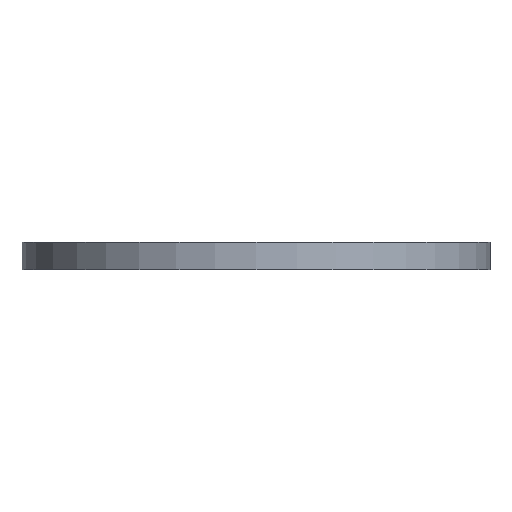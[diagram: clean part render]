
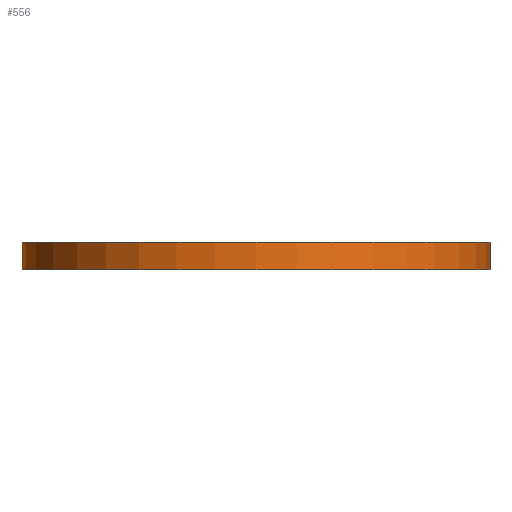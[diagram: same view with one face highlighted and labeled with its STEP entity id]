
A CAD part, front view. The second image highlights one B-rep face of the part: STEP entity #556.
In plain terms, the highlighted cylindrical face has radius 42 mm (diameter 84 mm), a partial arc.
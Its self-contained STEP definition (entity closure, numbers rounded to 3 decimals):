
#25 = EDGE_CURVE ( 'NONE', #228, #486, #216, .T. ) ;
#36 = CARTESIAN_POINT ( 'NONE',  ( 0., 0., 0. ) ) ;
#38 = DIRECTION ( 'NONE',  ( 0., 0., 1. ) ) ;
#50 = CARTESIAN_POINT ( 'NONE',  ( 0., 0., 5. ) ) ;
#52 = CARTESIAN_POINT ( 'NONE',  ( 42., 0., 5. ) ) ;
#56 = ORIENTED_EDGE ( 'NONE', *, *, #587, .T. ) ;
#79 = EDGE_LOOP ( 'NONE', ( #341, #669, #553, #56 ) ) ;
#100 = EDGE_CURVE ( 'NONE', #486, #647, #591, .T. ) ;
#107 = CARTESIAN_POINT ( 'NONE',  ( -42., 0., 0. ) ) ;
#144 = DIRECTION ( 'NONE',  ( 0., 0., -1. ) ) ;
#167 = CARTESIAN_POINT ( 'NONE',  ( -42., 0., 5. ) ) ;
#171 = DIRECTION ( 'NONE',  ( 0., 0., -1. ) ) ;
#176 = EDGE_CURVE ( 'NONE', #228, #234, #178, .T. ) ;
#178 = LINE ( 'NONE', #281, #499 ) ;
#216 = CIRCLE ( 'NONE', #363, 42. ) ;
#228 = VERTEX_POINT ( 'NONE', #167 ) ;
#234 = VERTEX_POINT ( 'NONE', #107 ) ;
#238 = CIRCLE ( 'NONE', #434, 42. ) ;
#273 = CYLINDRICAL_SURFACE ( 'NONE', #563, 42. ) ;
#281 = CARTESIAN_POINT ( 'NONE',  ( -42., 0., 5. ) ) ;
#294 = FACE_OUTER_BOUND ( 'NONE', #79, .T. ) ;
#331 = DIRECTION ( 'NONE',  ( 0., 0., -1. ) ) ;
#341 = ORIENTED_EDGE ( 'NONE', *, *, #100, .F. ) ;
#361 = CARTESIAN_POINT ( 'NONE',  ( 42., 0., 5. ) ) ;
#363 = AXIS2_PLACEMENT_3D ( 'NONE', #50, #681, #592 ) ;
#367 = CARTESIAN_POINT ( 'NONE',  ( 0., 0., 5. ) ) ;
#369 = CARTESIAN_POINT ( 'NONE',  ( 42., 0., 0. ) ) ;
#434 = AXIS2_PLACEMENT_3D ( 'NONE', #36, #38, #576 ) ;
#474 = DIRECTION ( 'NONE',  ( -1., 0., 0. ) ) ;
#486 = VERTEX_POINT ( 'NONE', #361 ) ;
#489 = VECTOR ( 'NONE', #171, 1000. ) ;
#499 = VECTOR ( 'NONE', #331, 1000. ) ;
#553 = ORIENTED_EDGE ( 'NONE', *, *, #176, .T. ) ;
#556 = ADVANCED_FACE ( 'NONE', ( #294 ), #273, .T. ) ;
#563 = AXIS2_PLACEMENT_3D ( 'NONE', #367, #144, #474 ) ;
#576 = DIRECTION ( 'NONE',  ( 1., 0., 0. ) ) ;
#587 = EDGE_CURVE ( 'NONE', #234, #647, #238, .T. ) ;
#591 = LINE ( 'NONE', #52, #489 ) ;
#592 = DIRECTION ( 'NONE',  ( 1., 0., 0. ) ) ;
#647 = VERTEX_POINT ( 'NONE', #369 ) ;
#669 = ORIENTED_EDGE ( 'NONE', *, *, #25, .F. ) ;
#681 = DIRECTION ( 'NONE',  ( 0., 0., 1. ) ) ;
